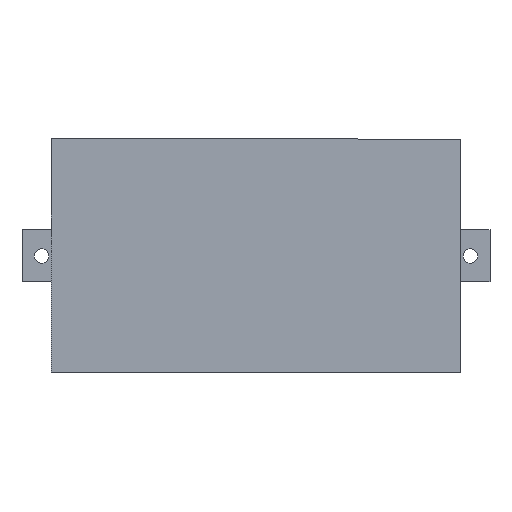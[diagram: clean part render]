
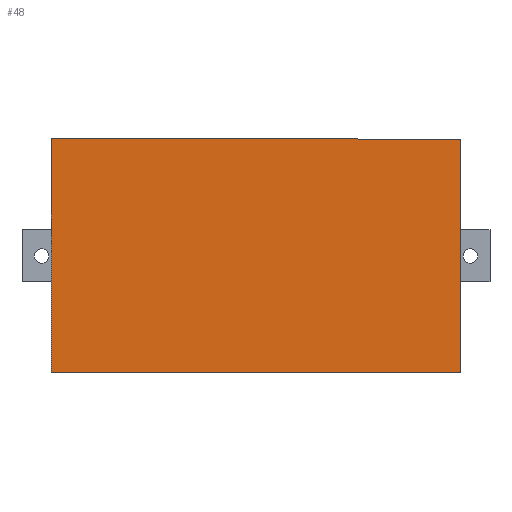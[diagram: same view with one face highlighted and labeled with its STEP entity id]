
A CAD part, front view. The second image highlights one B-rep face of the part: STEP entity #48.
In plain terms, the highlighted planar face has unit normal (0, -1, 0).
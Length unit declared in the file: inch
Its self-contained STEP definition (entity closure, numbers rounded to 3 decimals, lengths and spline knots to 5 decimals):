
#28 = CARTESIAN_POINT ( 'NONE',  ( -0.551, 0., 0.315 ) ) ;
#42 = CARTESIAN_POINT ( 'NONE',  ( -0.551, 0., 0.315 ) ) ;
#47 = LINE ( 'NONE', #42, #414 ) ;
#48 = ADVANCED_FACE ( 'NONE', ( #594 ), #473, .F. ) ;
#69 = VECTOR ( 'NONE', #455, 39.37008 ) ;
#73 = DIRECTION ( 'NONE',  ( 1., 0., 0. ) ) ;
#116 = VECTOR ( 'NONE', #140, 39.37008 ) ;
#124 = CARTESIAN_POINT ( 'NONE',  ( 0.551, 0., 0.315 ) ) ;
#140 = DIRECTION ( 'NONE',  ( -1., 0., 0. ) ) ;
#159 = ORIENTED_EDGE ( 'NONE', *, *, #616, .F. ) ;
#174 = LINE ( 'NONE', #339, #116 ) ;
#226 = DIRECTION ( 'NONE',  ( 0., 0., 1. ) ) ;
#232 = EDGE_CURVE ( 'NONE', #239, #493, #308, .T. ) ;
#239 = VERTEX_POINT ( 'NONE', #28 ) ;
#252 = EDGE_CURVE ( 'NONE', #493, #349, #445, .T. ) ;
#291 = VECTOR ( 'NONE', #73, 39.37008 ) ;
#306 = CARTESIAN_POINT ( 'NONE',  ( -0.551, 0., -0.315 ) ) ;
#308 = LINE ( 'NONE', #510, #291 ) ;
#339 = CARTESIAN_POINT ( 'NONE',  ( 0.551, 0., -0.315 ) ) ;
#346 = ORIENTED_EDGE ( 'NONE', *, *, #388, .F. ) ;
#349 = VERTEX_POINT ( 'NONE', #498 ) ;
#360 = CARTESIAN_POINT ( 'NONE',  ( 0.551, 0., 0.315 ) ) ;
#371 = DIRECTION ( 'NONE',  ( 0., 0., 1. ) ) ;
#388 = EDGE_CURVE ( 'NONE', #467, #239, #47, .T. ) ;
#389 = EDGE_LOOP ( 'NONE', ( #346, #159, #549, #533 ) ) ;
#414 = VECTOR ( 'NONE', #226, 39.37008 ) ;
#422 = DIRECTION ( 'NONE',  ( 0., 1., 0. ) ) ;
#443 = AXIS2_PLACEMENT_3D ( 'NONE', #566, #422, #371 ) ;
#445 = LINE ( 'NONE', #360, #69 ) ;
#455 = DIRECTION ( 'NONE',  ( 0., 0., -1. ) ) ;
#467 = VERTEX_POINT ( 'NONE', #306 ) ;
#473 = PLANE ( 'NONE',  #443 ) ;
#493 = VERTEX_POINT ( 'NONE', #124 ) ;
#498 = CARTESIAN_POINT ( 'NONE',  ( 0.551, 0., -0.315 ) ) ;
#510 = CARTESIAN_POINT ( 'NONE',  ( 0.551, 0., 0.315 ) ) ;
#533 = ORIENTED_EDGE ( 'NONE', *, *, #232, .F. ) ;
#549 = ORIENTED_EDGE ( 'NONE', *, *, #252, .F. ) ;
#566 = CARTESIAN_POINT ( 'NONE',  ( 0., 0., 0. ) ) ;
#594 = FACE_OUTER_BOUND ( 'NONE', #389, .T. ) ;
#616 = EDGE_CURVE ( 'NONE', #349, #467, #174, .T. ) ;
